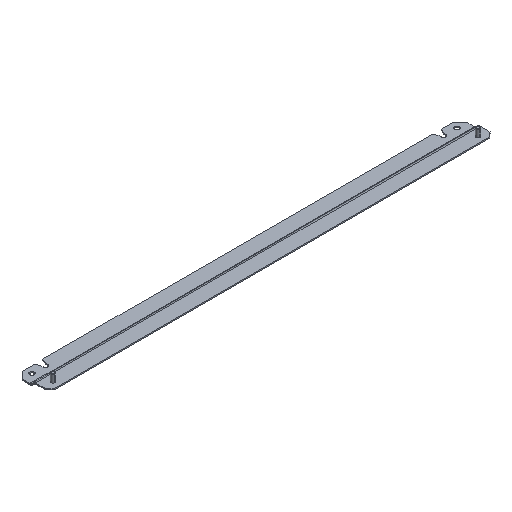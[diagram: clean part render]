
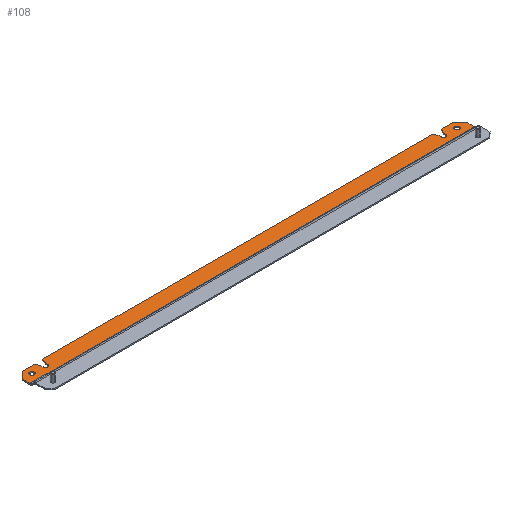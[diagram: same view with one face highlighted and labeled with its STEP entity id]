
A CAD part, isometric view. The second image highlights one B-rep face of the part: STEP entity #108.
In plain terms, the highlighted planar face has unit normal (0, 0, 1).
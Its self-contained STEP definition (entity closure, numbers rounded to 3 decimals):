
#108=ADVANCED_FACE('',(#233,#234,#235),#236,.T.);
#233=FACE_OUTER_BOUND('',#387,.T.);
#234=FACE_BOUND('',#388,.T.);
#235=FACE_BOUND('',#389,.T.);
#236=PLANE('',#390);
#387=EDGE_LOOP('',(#777,#778,#779,#780,#781,#782,#783,#784,#785,#786,#787,#788,#789,#790,#791,#792,#793,#794));
#388=EDGE_LOOP('',(#795,#796));
#389=EDGE_LOOP('',(#797,#798));
#390=AXIS2_PLACEMENT_3D('',#799,#800,#801);
#777=ORIENTED_EDGE('',*,*,#1102,.T.);
#778=ORIENTED_EDGE('',*,*,#1103,.F.);
#779=ORIENTED_EDGE('',*,*,#1104,.T.);
#780=ORIENTED_EDGE('',*,*,#1092,.F.);
#781=ORIENTED_EDGE('',*,*,#1096,.F.);
#782=ORIENTED_EDGE('',*,*,#1101,.F.);
#783=ORIENTED_EDGE('',*,*,#1105,.T.);
#784=ORIENTED_EDGE('',*,*,#1106,.F.);
#785=ORIENTED_EDGE('',*,*,#1107,.T.);
#786=ORIENTED_EDGE('',*,*,#1108,.F.);
#787=ORIENTED_EDGE('',*,*,#1109,.T.);
#788=ORIENTED_EDGE('',*,*,#1110,.F.);
#789=ORIENTED_EDGE('',*,*,#1111,.T.);
#790=ORIENTED_EDGE('',*,*,#1112,.F.);
#791=ORIENTED_EDGE('',*,*,#1113,.T.);
#792=ORIENTED_EDGE('',*,*,#1114,.F.);
#793=ORIENTED_EDGE('',*,*,#1115,.T.);
#794=ORIENTED_EDGE('',*,*,#1116,.F.);
#795=ORIENTED_EDGE('',*,*,#1117,.F.);
#796=ORIENTED_EDGE('',*,*,#1118,.F.);
#797=ORIENTED_EDGE('',*,*,#1119,.F.);
#798=ORIENTED_EDGE('',*,*,#1120,.F.);
#799=CARTESIAN_POINT('',(0.0,26.036,-7.5));
#800=DIRECTION('',(0.0,0.0,1.0));
#801=DIRECTION('',(1.0,-0.0,0.0));
#1092=EDGE_CURVE('',#1322,#1317,#1323,.T.);
#1096=EDGE_CURVE('',#1328,#1322,#1329,.T.);
#1101=EDGE_CURVE('',#1335,#1328,#1337,.T.);
#1102=EDGE_CURVE('',#1338,#1339,#1340,.T.);
#1103=EDGE_CURVE('',#1341,#1339,#1342,.T.);
#1104=EDGE_CURVE('',#1341,#1317,#1343,.T.);
#1105=EDGE_CURVE('',#1335,#1344,#1345,.T.);
#1106=EDGE_CURVE('',#1346,#1344,#1347,.T.);
#1107=EDGE_CURVE('',#1346,#1348,#1349,.T.);
#1108=EDGE_CURVE('',#1350,#1348,#1351,.T.);
#1109=EDGE_CURVE('',#1350,#1352,#1353,.T.);
#1110=EDGE_CURVE('',#1354,#1352,#1355,.T.);
#1111=EDGE_CURVE('',#1354,#1356,#1357,.T.);
#1112=EDGE_CURVE('',#1358,#1356,#1359,.T.);
#1113=EDGE_CURVE('',#1358,#1360,#1361,.T.);
#1114=EDGE_CURVE('',#1362,#1360,#1363,.T.);
#1115=EDGE_CURVE('',#1362,#1364,#1365,.T.);
#1116=EDGE_CURVE('',#1338,#1364,#1366,.T.);
#1117=EDGE_CURVE('',#1367,#1368,#1369,.T.);
#1118=EDGE_CURVE('',#1368,#1367,#1370,.T.);
#1119=EDGE_CURVE('',#1371,#1372,#1373,.T.);
#1120=EDGE_CURVE('',#1372,#1371,#1374,.T.);
#1317=VERTEX_POINT('',#1631);
#1322=VERTEX_POINT('',#1637);
#1323=LINE('',#1638,#1639);
#1328=VERTEX_POINT('',#1645);
#1329=LINE('',#1646,#1647);
#1335=VERTEX_POINT('',#1656);
#1337=LINE('',#1659,#1660);
#1338=VERTEX_POINT('',#1661);
#1339=VERTEX_POINT('',#1662);
#1340=LINE('',#1663,#1664);
#1341=VERTEX_POINT('',#1665);
#1342=LINE('',#1666,#1667);
#1343=LINE('',#1668,#1669);
#1344=VERTEX_POINT('',#1670);
#1345=LINE('',#1671,#1672);
#1346=VERTEX_POINT('',#1673);
#1347=LINE('',#1674,#1675);
#1348=VERTEX_POINT('',#1676);
#1349=LINE('',#1677,#1678);
#1350=VERTEX_POINT('',#1679);
#1351=CIRCLE('',#1680,5.0);
#1352=VERTEX_POINT('',#1681);
#1353=LINE('',#1682,#1683);
#1354=VERTEX_POINT('',#1684);
#1355=LINE('',#1685,#1686);
#1356=VERTEX_POINT('',#1687);
#1357=LINE('',#1688,#1689);
#1358=VERTEX_POINT('',#1690);
#1359=LINE('',#1691,#1692);
#1360=VERTEX_POINT('',#1693);
#1361=LINE('',#1694,#1695);
#1362=VERTEX_POINT('',#1696);
#1363=CIRCLE('',#1697,5.0);
#1364=VERTEX_POINT('',#1698);
#1365=LINE('',#1699,#1700);
#1366=LINE('',#1701,#1702);
#1367=VERTEX_POINT('',#1703);
#1368=VERTEX_POINT('',#1704);
#1369=CIRCLE('',#1705,5.0);
#1370=CIRCLE('',#1706,5.0);
#1371=VERTEX_POINT('',#1707);
#1372=VERTEX_POINT('',#1708);
#1373=CIRCLE('',#1709,5.0);
#1374=CIRCLE('',#1710,5.0);
#1631=CARTESIAN_POINT('',(-500.0,9.571,-7.5));
#1637=CARTESIAN_POINT('',(500.0,9.571,-7.5));
#1638=CARTESIAN_POINT('',(500.0,9.571,-7.5));
#1639=VECTOR('',#2012,1000.0);
#1645=CARTESIAN_POINT('',(500.0,27.5,-7.5));
#1646=CARTESIAN_POINT('',(500.0,27.5,-7.5));
#1647=VECTOR('',#2020,17.929);
#1656=CARTESIAN_POINT('',(485.0,42.5,-7.5));
#1659=CARTESIAN_POINT('',(485.0,42.5,-7.5));
#1660=VECTOR('',#2025,21.213);
#1661=CARTESIAN_POINT('',(-458.0,42.5,-7.5));
#1662=CARTESIAN_POINT('',(-485.0,42.5,-7.5));
#1663=CARTESIAN_POINT('',(-458.0,42.5,-7.5));
#1664=VECTOR('',#2026,27.);
#1665=CARTESIAN_POINT('',(-500.0,27.5,-7.5));
#1666=CARTESIAN_POINT('',(-500.0,27.5,-7.5));
#1667=VECTOR('',#2027,21.213);
#1668=CARTESIAN_POINT('',(-500.0,27.5,-7.5));
#1669=VECTOR('',#2028,17.929);
#1670=CARTESIAN_POINT('',(458.0,42.5,-7.5));
#1671=CARTESIAN_POINT('',(485.0,42.5,-7.5));
#1672=VECTOR('',#2029,27.);
#1673=CARTESIAN_POINT('',(453.0,32.5,-7.5));
#1674=CARTESIAN_POINT('',(453.0,32.5,-7.5));
#1675=VECTOR('',#2030,11.18);
#1676=CARTESIAN_POINT('',(453.0,27.0,-7.5));
#1677=CARTESIAN_POINT('',(453.0,32.5,-7.5));
#1678=VECTOR('',#2031,5.5);
#1679=CARTESIAN_POINT('',(443.0,27.0,-7.5));
#1680=AXIS2_PLACEMENT_3D('',#2032,#2033,#2034);
#1681=CARTESIAN_POINT('',(443.0,32.5,-7.5));
#1682=CARTESIAN_POINT('',(443.0,27.0,-7.5));
#1683=VECTOR('',#2035,5.5);
#1684=CARTESIAN_POINT('',(438.0,42.5,-7.5));
#1685=CARTESIAN_POINT('',(438.0,42.5,-7.5));
#1686=VECTOR('',#2036,11.18);
#1687=CARTESIAN_POINT('',(-438.0,42.5,-7.5));
#1688=CARTESIAN_POINT('',(438.0,42.5,-7.5));
#1689=VECTOR('',#2037,876.0);
#1690=CARTESIAN_POINT('',(-443.0,32.5,-7.5));
#1691=CARTESIAN_POINT('',(-443.0,32.5,-7.5));
#1692=VECTOR('',#2038,11.18);
#1693=CARTESIAN_POINT('',(-443.0,27.0,-7.5));
#1694=CARTESIAN_POINT('',(-443.0,32.5,-7.5));
#1695=VECTOR('',#2039,5.5);
#1696=CARTESIAN_POINT('',(-453.0,27.0,-7.5));
#1697=AXIS2_PLACEMENT_3D('',#2040,#2041,#2042);
#1698=CARTESIAN_POINT('',(-453.0,32.5,-7.5));
#1699=CARTESIAN_POINT('',(-453.0,27.0,-7.5));
#1700=VECTOR('',#2043,5.5);
#1701=CARTESIAN_POINT('',(-458.0,42.5,-7.5));
#1702=VECTOR('',#2044,11.18);
#1703=CARTESIAN_POINT('',(483.0,27.0,-7.5));
#1704=CARTESIAN_POINT('',(473.0,27.0,-7.5));
#1705=AXIS2_PLACEMENT_3D('',#2045,#2046,#2047);
#1706=AXIS2_PLACEMENT_3D('',#2048,#2049,#2050);
#1707=CARTESIAN_POINT('',(-473.0,27.0,-7.5));
#1708=CARTESIAN_POINT('',(-483.0,27.0,-7.5));
#1709=AXIS2_PLACEMENT_3D('',#2051,#2052,#2053);
#1710=AXIS2_PLACEMENT_3D('',#2054,#2055,#2056);
#2012=DIRECTION('',(-1.0,0.0,0.0));
#2020=DIRECTION('',(0.,-1.0,0.0));
#2025=DIRECTION('',(0.707,-0.707,0.0));
#2026=DIRECTION('',(-1.0,0.,0.0));
#2027=DIRECTION('',(0.707,0.707,0.0));
#2028=DIRECTION('',(0.,-1.0,0.0));
#2029=DIRECTION('',(-1.0,0.,0.0));
#2030=DIRECTION('',(0.447,0.894,0.0));
#2031=DIRECTION('',(0.,-1.0,0.0));
#2032=CARTESIAN_POINT('',(448.0,27.0,-7.5));
#2033=DIRECTION('',(0.0,0.0,1.0));
#2034=DIRECTION('',(-1.0,0.0,0.0));
#2035=DIRECTION('',(0.,1.0,0.0));
#2036=DIRECTION('',(0.447,-0.894,0.0));
#2037=DIRECTION('',(-1.0,0.0,0.0));
#2038=DIRECTION('',(0.447,0.894,0.0));
#2039=DIRECTION('',(0.,-1.0,0.0));
#2040=CARTESIAN_POINT('',(-448.0,27.0,-7.5));
#2041=DIRECTION('',(0.0,0.0,1.0));
#2042=DIRECTION('',(-1.0,0.0,0.0));
#2043=DIRECTION('',(0.,1.0,0.0));
#2044=DIRECTION('',(0.447,-0.894,0.0));
#2045=CARTESIAN_POINT('',(478.0,27.0,-7.5));
#2046=DIRECTION('',(0.0,0.0,1.0));
#2047=DIRECTION('',(1.0,0.0,0.0));
#2048=CARTESIAN_POINT('',(478.0,27.0,-7.5));
#2049=DIRECTION('',(0.0,0.0,1.0));
#2050=DIRECTION('',(-1.0,0.0,0.0));
#2051=CARTESIAN_POINT('',(-478.0,27.0,-7.5));
#2052=DIRECTION('',(0.0,0.0,1.0));
#2053=DIRECTION('',(1.0,0.0,0.0));
#2054=CARTESIAN_POINT('',(-478.0,27.0,-7.5));
#2055=DIRECTION('',(0.0,0.0,1.0));
#2056=DIRECTION('',(-1.0,0.0,0.0));
